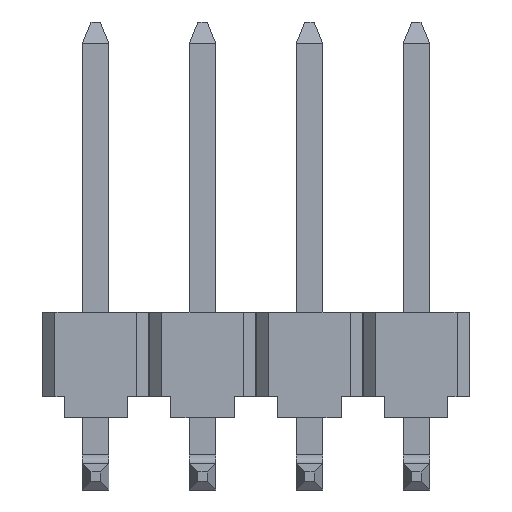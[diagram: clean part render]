
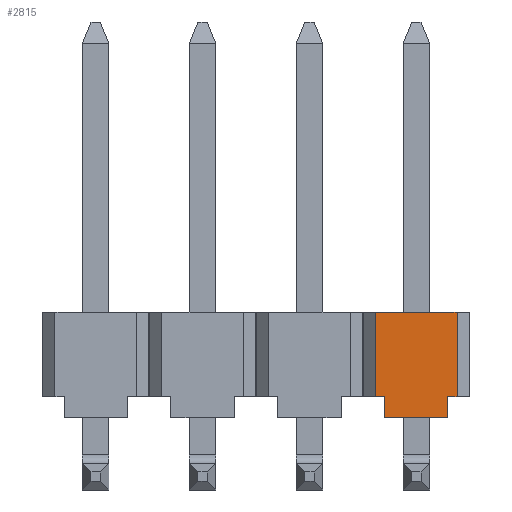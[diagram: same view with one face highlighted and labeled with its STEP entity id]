
A CAD part, front view. The second image highlights one B-rep face of the part: STEP entity #2815.
In plain terms, the highlighted planar face has unit normal (0, -1, 0).
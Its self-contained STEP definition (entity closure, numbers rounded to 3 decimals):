
#49=FACE_OUTER_BOUND('',#207,.T.);
#207=EDGE_LOOP('',(#1855,#1856,#1857,#1858,#1859,#1860,#1861,#1862));
#387=LINE('',#3949,#783);
#388=LINE('',#3951,#784);
#389=LINE('',#3953,#785);
#390=LINE('',#3955,#786);
#391=LINE('',#3957,#787);
#392=LINE('',#3959,#788);
#393=LINE('',#3961,#789);
#394=LINE('',#3962,#790);
#783=VECTOR('',#3189,1.);
#784=VECTOR('',#3190,1.);
#785=VECTOR('',#3191,1.);
#786=VECTOR('',#3192,1.);
#787=VECTOR('',#3193,1.);
#788=VECTOR('',#3194,1.);
#789=VECTOR('',#3195,1.);
#790=VECTOR('',#3196,1.);
#1179=VERTEX_POINT('',#3947);
#1180=VERTEX_POINT('',#3948);
#1181=VERTEX_POINT('',#3950);
#1182=VERTEX_POINT('',#3952);
#1183=VERTEX_POINT('',#3954);
#1184=VERTEX_POINT('',#3956);
#1185=VERTEX_POINT('',#3958);
#1186=VERTEX_POINT('',#3960);
#1443=EDGE_CURVE('',#1179,#1180,#387,.T.);
#1444=EDGE_CURVE('',#1180,#1181,#388,.T.);
#1445=EDGE_CURVE('',#1181,#1182,#389,.T.);
#1446=EDGE_CURVE('',#1182,#1183,#390,.T.);
#1447=EDGE_CURVE('',#1183,#1184,#391,.T.);
#1448=EDGE_CURVE('',#1184,#1185,#392,.T.);
#1449=EDGE_CURVE('',#1185,#1186,#393,.T.);
#1450=EDGE_CURVE('',#1179,#1186,#394,.T.);
#1855=ORIENTED_EDGE('',*,*,#1443,.T.);
#1856=ORIENTED_EDGE('',*,*,#1444,.T.);
#1857=ORIENTED_EDGE('',*,*,#1445,.T.);
#1858=ORIENTED_EDGE('',*,*,#1446,.T.);
#1859=ORIENTED_EDGE('',*,*,#1447,.T.);
#1860=ORIENTED_EDGE('',*,*,#1448,.T.);
#1861=ORIENTED_EDGE('',*,*,#1449,.T.);
#1862=ORIENTED_EDGE('',*,*,#1450,.F.);
#2665=PLANE('',#2993);
#2815=ADVANCED_FACE('',(#49),#2665,.T.);
#2993=AXIS2_PLACEMENT_3D('',#3946,#3187,#3188);
#3187=DIRECTION('center_axis',(0.,-1.,0.));
#3188=DIRECTION('ref_axis',(0.,0.,-1.));
#3189=DIRECTION('',(1.,0.,0.));
#3190=DIRECTION('',(0.,0.,1.));
#3191=DIRECTION('',(-1.,0.,0.));
#3192=DIRECTION('',(0.,0.,-1.));
#3193=DIRECTION('',(1.,0.,0.));
#3194=DIRECTION('',(0.,0.,-1.));
#3195=DIRECTION('',(1.,0.,0.));
#3196=DIRECTION('',(0.,0.,-1.));
#3946=CARTESIAN_POINT('Origin',(3.81,0.,0.));
#3947=CARTESIAN_POINT('',(9.64,0.,0.));
#3948=CARTESIAN_POINT('',(9.855,0.,0.));
#3949=CARTESIAN_POINT('',(3.81,0.,0.));
#3950=CARTESIAN_POINT('',(9.855,0.,2.));
#3951=CARTESIAN_POINT('',(9.855,0.,2.));
#3952=CARTESIAN_POINT('',(7.925,0.,2.));
#3953=CARTESIAN_POINT('',(3.81,0.,2.));
#3954=CARTESIAN_POINT('',(7.925,0.,0.));
#3955=CARTESIAN_POINT('',(7.925,0.,0.));
#3956=CARTESIAN_POINT('',(8.14,0.,0.));
#3957=CARTESIAN_POINT('',(3.81,0.,0.));
#3958=CARTESIAN_POINT('',(8.14,0.,-0.5));
#3959=CARTESIAN_POINT('',(8.14,0.,-0.5));
#3960=CARTESIAN_POINT('',(9.64,0.,-0.5));
#3961=CARTESIAN_POINT('',(8.14,0.,-0.5));
#3962=CARTESIAN_POINT('',(9.64,0.,-0.5));
